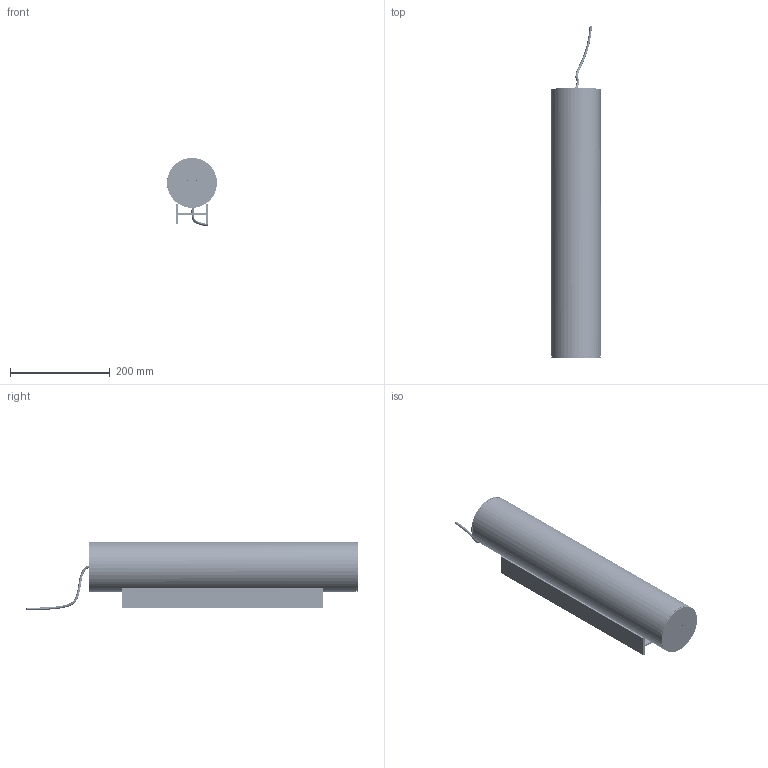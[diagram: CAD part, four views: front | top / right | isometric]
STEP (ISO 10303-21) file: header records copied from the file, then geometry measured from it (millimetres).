
FILE_DESCRIPTION(/* description */ (''),/* implementation_level */ '2;1');
FILE_NAME(/* name */ 'Criosfera_base T orizzontale completo',/* time_stamp */ '2025-05-12T11:58:14+02:00',/* author */ (''),/* organization */ (''),/* preprocessor_version */ 'ST-DEVELOPER v16.5',/* originating_system */ 'Rhino 7.37',/* authorisation */ '');
FILE_SCHEMA (('AUTOMOTIVE_DESIGN'));
Products named in the file (7): Document; wireframe_rep_0; Blocco 390; Blocco 381; Blocco 03; Blocco 02; Blocco 01
Assembly tree (39 placements, depth 2):
  Document
    wireframe_rep_0
    Blocco 390
    Blocco 381
    Blocco 03  x12
    Blocco 02  x12
    Blocco 01  x12
Bounding box: 99.96 x 665.43 x 136.55 mm (x, y, z)
Volume: 400383.7 mm3; surface area: 902438.3 mm2
Topology: 10 solids, 10100 shells, 10197 faces, 60261 edges, 60185 vertices
Faces by surface type: bspline 9872, plane 280, cylinder 45
Entity records: 109741 total; most frequent: CARTESIAN_POINT 75485, ORIENTED_EDGE 5497, EDGE_CURVE 5261, VERTEX_POINT 5179, B_SPLINE_CURVE_WITH_KNOTS 3732, COLOUR_RGB 1009, PRESENTATION_STYLE_ASSIGNMENT 1009, STYLED_ITEM 1009
